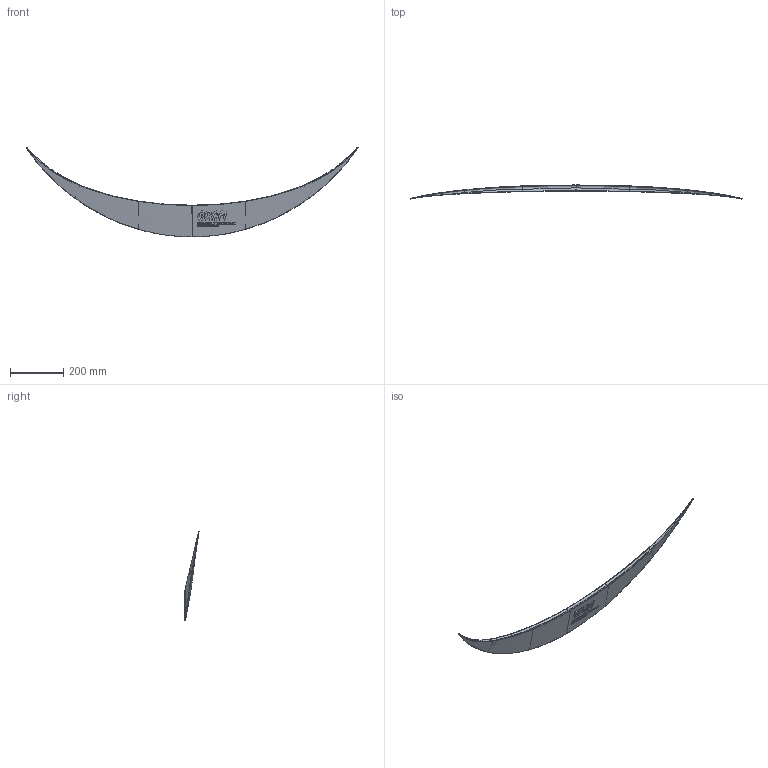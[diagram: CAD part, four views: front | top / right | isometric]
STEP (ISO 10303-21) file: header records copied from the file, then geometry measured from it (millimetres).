
FILE_DESCRIPTION(/* description */ ('','CAx-IF Rec.Pracs.---Representation and Presentation of Product Manufacturing Information (PMI)---4.0---2014-10-13'),/* implementation_level */ '2;1');
FILE_NAME(/* name */ 'Trunk Spoiler V0.1 (Sectioned for Print).step',/* time_stamp */ '2024-12-12T13:49:53-05:00',/* author */ (''),/* organization */ (''),/* preprocessor_version */ 'ST-DEVELOPER v20',/* originating_system */ 'Autodesk Translation Framework v13.20.0.188',/* authorisation */ '');
FILE_SCHEMA (('AP242_MANAGED_MODEL_BASED_3D_ENGINEERING_MIM_LF { 1 0 10303 442 1 1 4 }'));
Products named in the file (3): Trunk Spoiler V0.1; The Most Obvious Wing; Split for Print
Assembly tree (2 placements, depth 3):
  Trunk Spoiler V0.1
    The Most Obvious Wing
      Split for Print
Bounding box: 1242.25 x 52.88 x 335.37 mm (x, y, z)
Volume: 977286.7 mm3; surface area: 241610.9 mm2
Topology: 6 solids, 6 shells, 813 faces, 2193 edges, 1480 vertices
Faces by surface type: plane 438, bspline 347, cylinder 26, sphere 2
Full cylindrical faces by diameter (mm): 6.5 x26
Entity records: 66581 total; most frequent: CARTESIAN_POINT 49196, ORIENTED_EDGE 4382, EDGE_CURVE 2191, DIRECTION 2086, VERTEX_POINT 1480, B_SPLINE_CURVE_WITH_KNOTS 1115, LINE 1008, VECTOR 1008
